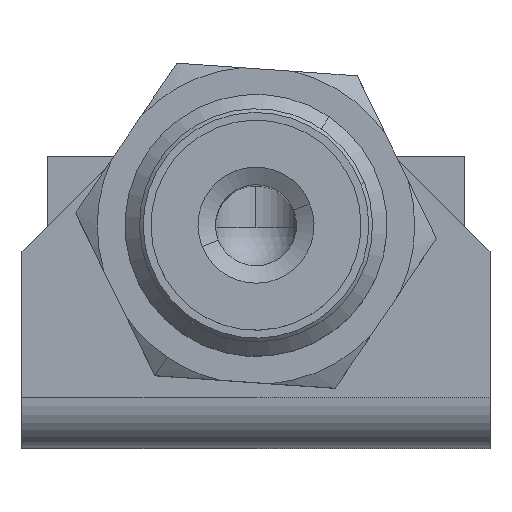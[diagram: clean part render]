
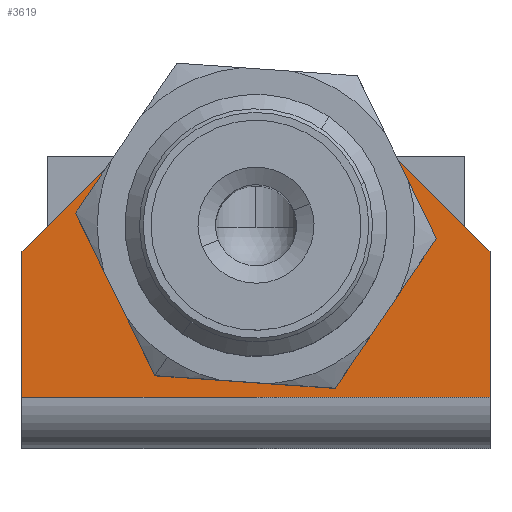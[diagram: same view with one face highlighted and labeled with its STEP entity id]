
A CAD part, top view. The second image highlights one B-rep face of the part: STEP entity #3619.
In plain terms, the highlighted face is planar.
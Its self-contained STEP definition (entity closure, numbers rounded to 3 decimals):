
#28 = EDGE_CURVE ( 'NONE', #275, #1021, #7458, .T. ) ;
#169 = EDGE_CURVE ( 'NONE', #4600, #6153, #724, .T. ) ;
#225 = AXIS2_PLACEMENT_3D ( 'NONE', #1352, #2174, #4517 ) ;
#275 = VERTEX_POINT ( 'NONE', #4522 ) ;
#313 = DIRECTION ( 'NONE',  ( 0., 0., 1. ) ) ;
#442 = DIRECTION ( 'NONE',  ( -1., 0., 0. ) ) ;
#479 = CARTESIAN_POINT ( 'NONE',  ( 0., 18.542, -12.7 ) ) ;
#608 = ORIENTED_EDGE ( 'NONE', *, *, #2411, .T. ) ;
#724 = LINE ( 'NONE', #5996, #6976 ) ;
#734 = EDGE_CURVE ( 'NONE', #4600, #5647, #5580, .T. ) ;
#1021 = VERTEX_POINT ( 'NONE', #3495 ) ;
#1074 = EDGE_CURVE ( 'NONE', #6153, #1089, #1888, .T. ) ;
#1089 = VERTEX_POINT ( 'NONE', #2122 ) ;
#1163 = EDGE_CURVE ( 'NONE', #275, #1089, #4194, .T. ) ;
#1239 = ORIENTED_EDGE ( 'NONE', *, *, #734, .T. ) ;
#1290 = DIRECTION ( 'NONE',  ( 0., 0.707, -0.707 ) ) ;
#1352 = CARTESIAN_POINT ( 'NONE',  ( 0., 12.065, 0. ) ) ;
#1888 = LINE ( 'NONE', #3259, #6884 ) ;
#2019 = ORIENTED_EDGE ( 'NONE', *, *, #7232, .T. ) ;
#2034 = CARTESIAN_POINT ( 'NONE',  ( 0., 2.794, -12.7 ) ) ;
#2053 = ORIENTED_EDGE ( 'NONE', *, *, #3859, .T. ) ;
#2111 = ORIENTED_EDGE ( 'NONE', *, *, #1074, .F. ) ;
#2122 = CARTESIAN_POINT ( 'NONE',  ( 0., 18.542, 4.826 ) ) ;
#2162 = CARTESIAN_POINT ( 'NONE',  ( 0., 2.794, -12.7 ) ) ;
#2174 = DIRECTION ( 'NONE',  ( 1., 0., 0. ) ) ;
#2191 = CIRCLE ( 'NONE', #225, 3.366 ) ;
#2218 = ORIENTED_EDGE ( 'NONE', *, *, #28, .F. ) ;
#2220 = DIRECTION ( 'NONE',  ( 0., 1., 0. ) ) ;
#2411 = EDGE_CURVE ( 'NONE', #5647, #1021, #3704, .T. ) ;
#2629 = EDGE_LOOP ( 'NONE', ( #2053, #2019 ) ) ;
#2800 = CARTESIAN_POINT ( 'NONE',  ( 0., 12.065, 0. ) ) ;
#2822 = CARTESIAN_POINT ( 'NONE',  ( 0., 10.668, -12.7 ) ) ;
#2948 = VECTOR ( 'NONE', #313, 1000. ) ;
#3038 = VECTOR ( 'NONE', #3983, 1000. ) ;
#3042 = CARTESIAN_POINT ( 'NONE',  ( 0., 18.542, -12.7 ) ) ;
#3083 = DIRECTION ( 'NONE',  ( 0., -1., 0. ) ) ;
#3243 = VERTEX_POINT ( 'NONE', #6799 ) ;
#3259 = CARTESIAN_POINT ( 'NONE',  ( 0., 18.542, -12.7 ) ) ;
#3495 = CARTESIAN_POINT ( 'NONE',  ( 0., 2.794, 12.7 ) ) ;
#3619 = ADVANCED_FACE ( 'NONE', ( #7440, #4534 ), #3891, .T. ) ;
#3704 = LINE ( 'NONE', #2034, #2948 ) ;
#3859 = EDGE_CURVE ( 'NONE', #6188, #3243, #2191, .T. ) ;
#3891 = PLANE ( 'NONE',  #5960 ) ;
#3970 = DIRECTION ( 'NONE',  ( 0., 1., 0. ) ) ;
#3983 = DIRECTION ( 'NONE',  ( 0., -1., 0. ) ) ;
#4194 = LINE ( 'NONE', #6509, #6625 ) ;
#4517 = DIRECTION ( 'NONE',  ( 0., 1., 0. ) ) ;
#4522 = CARTESIAN_POINT ( 'NONE',  ( 0., 10.668, 12.7 ) ) ;
#4534 = FACE_OUTER_BOUND ( 'NONE', #5366, .T. ) ;
#4600 = VERTEX_POINT ( 'NONE', #2822 ) ;
#4719 = CIRCLE ( 'NONE', #5454, 3.366 ) ;
#4722 = CARTESIAN_POINT ( 'NONE',  ( 0., 15.431, 0. ) ) ;
#4767 = VECTOR ( 'NONE', #3083, 1000. ) ;
#5136 = DIRECTION ( 'NONE',  ( 1., 0., 0. ) ) ;
#5197 = CARTESIAN_POINT ( 'NONE',  ( 0., 18.542, 12.7 ) ) ;
#5366 = EDGE_LOOP ( 'NONE', ( #2111, #6679, #1239, #608, #2218, #7082 ) ) ;
#5449 = DIRECTION ( 'NONE',  ( 0., 0., 1. ) ) ;
#5454 = AXIS2_PLACEMENT_3D ( 'NONE', #2800, #5136, #2220 ) ;
#5580 = LINE ( 'NONE', #3042, #4767 ) ;
#5584 = DIRECTION ( 'NONE',  ( 0., 0.707, 0.707 ) ) ;
#5647 = VERTEX_POINT ( 'NONE', #2162 ) ;
#5960 = AXIS2_PLACEMENT_3D ( 'NONE', #479, #442, #3970 ) ;
#5996 = CARTESIAN_POINT ( 'NONE',  ( 0., 18.542, -4.826 ) ) ;
#6153 = VERTEX_POINT ( 'NONE', #6473 ) ;
#6188 = VERTEX_POINT ( 'NONE', #4722 ) ;
#6473 = CARTESIAN_POINT ( 'NONE',  ( 0., 18.542, -4.826 ) ) ;
#6509 = CARTESIAN_POINT ( 'NONE',  ( 0., 18.542, 4.826 ) ) ;
#6625 = VECTOR ( 'NONE', #1290, 1000. ) ;
#6679 = ORIENTED_EDGE ( 'NONE', *, *, #169, .F. ) ;
#6799 = CARTESIAN_POINT ( 'NONE',  ( 0., 8.7, 0. ) ) ;
#6884 = VECTOR ( 'NONE', #5449, 1000. ) ;
#6976 = VECTOR ( 'NONE', #5584, 1000. ) ;
#7082 = ORIENTED_EDGE ( 'NONE', *, *, #1163, .T. ) ;
#7232 = EDGE_CURVE ( 'NONE', #3243, #6188, #4719, .T. ) ;
#7440 = FACE_BOUND ( 'NONE', #2629, .T. ) ;
#7458 = LINE ( 'NONE', #5197, #3038 ) ;
